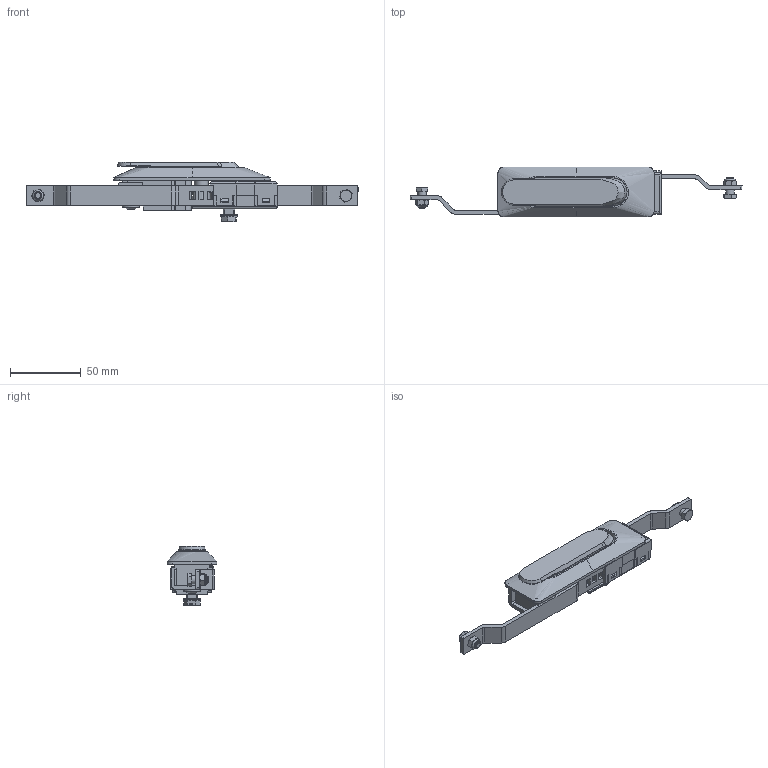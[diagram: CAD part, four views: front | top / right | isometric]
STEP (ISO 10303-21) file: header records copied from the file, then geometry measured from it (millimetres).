
FILE_DESCRIPTION(('STEP AP203'),'1');
FILE_NAME('319.20.2.00.step','2019-03-01T06:25:36',(' '),(' '),'Spatial InterOp 3D',' ',' ');
FILE_SCHEMA(('CONFIG_CONTROL_DESIGN'));
Length unit declared in the file: millimetre
Products named in the file (17): 1; 2; 3; 4; 5; 6; 7; 8; 9; 10; 11; 12; 13; 14; 15; 16; 17
Bounding box: 233.99 x 35 x 42.1 mm (x, y, z)
Volume: 66075 mm3; surface area: 55094.1 mm2
Topology: 17 solids, 17 shells, 1046 faces, 3025 edges, 2060 vertices
Faces by surface type: plane 586, cylinder 276, cone 62, bspline 56, extrusion 29, torus 27, sphere 10
Full cylindrical faces by diameter (mm): 3.8 x2, 4.2 x9, 4.5 x2, 4.6 x1, 5 x3, 5.5 x3, 6 x3, 6.5 x1, 7.6 x2, 8 x3, 10 x3, 10.5 x2, 10.7 x1, 12 x2, 12.5 x1, 13.8 x1, 14 x1, 16 x1, 20 x2, 21.8 x1
Entity records: 42876 total; most frequent: CARTESIAN_POINT 15900, ORIENTED_EDGE 5804, DIRECTION 4856, EDGE_CURVE 2902, VERTEX_POINT 2023, AXIS2_PLACEMENT_3D 1665, VECTOR 1526, LINE 1497
